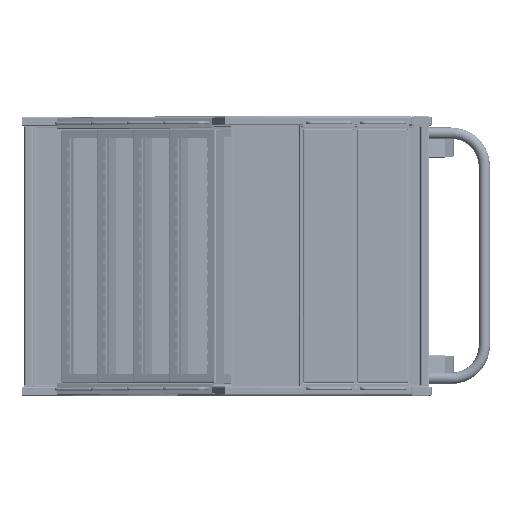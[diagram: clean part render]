
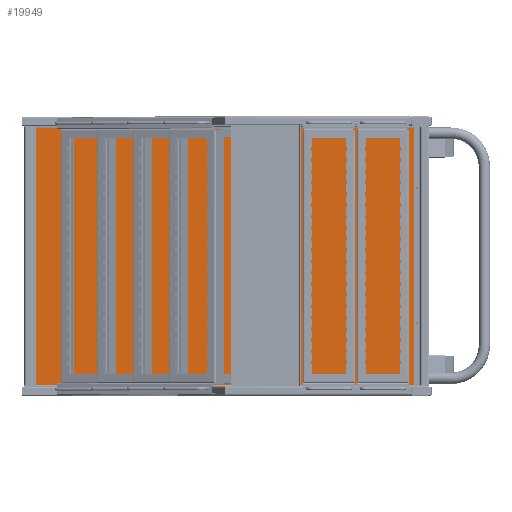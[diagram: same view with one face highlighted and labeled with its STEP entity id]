
A CAD part, top view. The second image highlights one B-rep face of the part: STEP entity #19949.
In plain terms, the highlighted planar face has unit normal (0, 0, 1).
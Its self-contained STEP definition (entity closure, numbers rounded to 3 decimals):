
#1604=PLANE('',#22400);
#2484=FACE_OUTER_BOUND('',#3709,.T.);
#3709=EDGE_LOOP('',(#16785,#16786,#16787,#16788));
#5520=LINE('',#33872,#7427);
#5522=LINE('',#33876,#7429);
#5523=LINE('',#33878,#7430);
#5524=LINE('',#33879,#7431);
#7427=VECTOR('',#26785,10.);
#7429=VECTOR('',#26791,10.);
#7430=VECTOR('',#26794,10.);
#7431=VECTOR('',#26795,10.);
#9848=VERTEX_POINT('',#33326);
#9856=VERTEX_POINT('',#33481);
#9862=VERTEX_POINT('',#33632);
#9868=VERTEX_POINT('',#33781);
#12278=EDGE_CURVE('',#9862,#9868,#5520,.T.);
#12280=EDGE_CURVE('',#9856,#9862,#5522,.T.);
#12281=EDGE_CURVE('',#9868,#9848,#5523,.T.);
#12282=EDGE_CURVE('',#9848,#9856,#5524,.T.);
#16785=ORIENTED_EDGE('',*,*,#12278,.T.);
#16786=ORIENTED_EDGE('',*,*,#12281,.T.);
#16787=ORIENTED_EDGE('',*,*,#12282,.T.);
#16788=ORIENTED_EDGE('',*,*,#12280,.T.);
#19949=ADVANCED_FACE('',(#2484),#1604,.T.);
#22400=AXIS2_PLACEMENT_3D('',#33877,#26792,#26793);
#26785=DIRECTION('',(1.,0.,0.));
#26791=DIRECTION('',(0.,-1.,0.));
#26792=DIRECTION('center_axis',(0.,0.,1.));
#26793=DIRECTION('ref_axis',(1.,0.,0.));
#26794=DIRECTION('',(0.,1.,0.));
#26795=DIRECTION('',(-1.,0.,0.));
#33326=CARTESIAN_POINT('',(546.59,842.746,1.5));
#33481=CARTESIAN_POINT('',(-24.41,842.746,1.5));
#33632=CARTESIAN_POINT('',(-24.41,-8.254,1.5));
#33781=CARTESIAN_POINT('',(546.59,-8.254,1.5));
#33872=CARTESIAN_POINT('',(118.34,-8.254,1.5));
#33876=CARTESIAN_POINT('',(-24.41,631.746,1.5));
#33877=CARTESIAN_POINT('Origin',(261.09,417.246,1.5));
#33878=CARTESIAN_POINT('',(546.59,202.746,1.5));
#33879=CARTESIAN_POINT('',(403.84,842.746,1.5));
